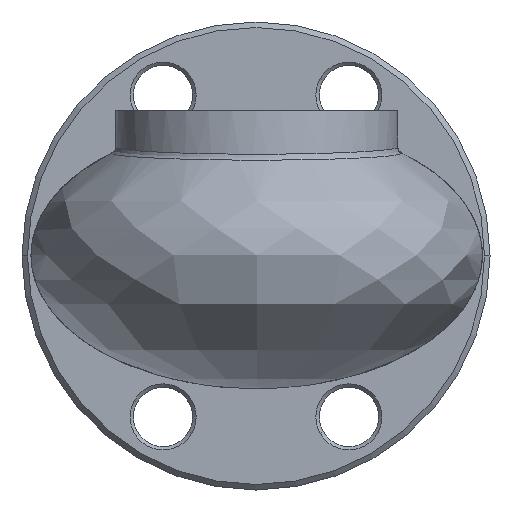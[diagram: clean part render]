
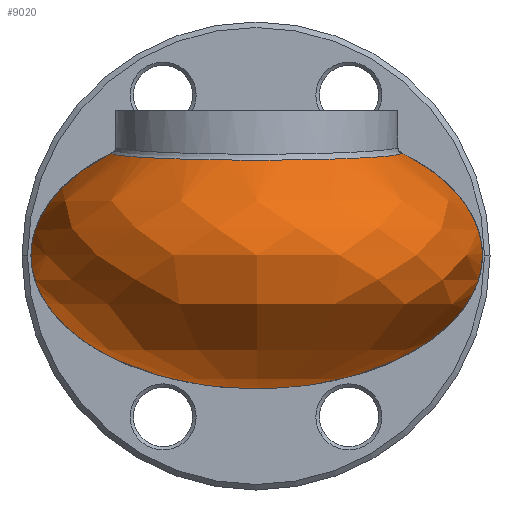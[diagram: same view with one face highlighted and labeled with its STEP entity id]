
A CAD part, left-side view. The second image highlights one B-rep face of the part: STEP entity #9020.
In plain terms, the highlighted free-form (B-spline) face has degree [2, 2] with [5, 5] control points.
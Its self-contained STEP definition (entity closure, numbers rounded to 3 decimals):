
#8717=CARTESIAN_POINT('',(-36.437,12.313,5.306));
#8718=VERTEX_POINT('',#8717);
#8726=CARTESIAN_POINT('',(-36.437,-8.742,5.306));
#8727=VERTEX_POINT('',#8726);
#8728=CARTESIAN_POINT('',(-36.437,12.313,5.306));
#8729=CARTESIAN_POINT('',(-38.489,12.312,5.212));
#8730=CARTESIAN_POINT('',(-40.538,11.697,5.116));
#8731=CARTESIAN_POINT('',(-43.673,9.61,4.967));
#8732=CARTESIAN_POINT('',(-44.846,8.332,4.91));
#8733=CARTESIAN_POINT('',(-46.174,5.909,4.846));
#8734=CARTESIAN_POINT('',(-46.541,4.902,4.828));
#8735=CARTESIAN_POINT('',(-46.887,3.174,4.811));
#8736=CARTESIAN_POINT('',(-46.955,2.483,4.807));
#8737=CARTESIAN_POINT('',(-46.957,0.747,4.807));
#8738=CARTESIAN_POINT('',(-46.798,-0.319,4.815));
#8739=CARTESIAN_POINT('',(-45.985,-2.944,4.855));
#8740=CARTESIAN_POINT('',(-45.083,-4.44,4.899));
#8741=CARTESIAN_POINT('',(-42.39,-7.152,5.028));
#8742=CARTESIAN_POINT('',(-40.388,-8.206,5.123));
#8743=CARTESIAN_POINT('',(-37.655,-8.688,5.25));
#8744=CARTESIAN_POINT('',(-37.043,-8.742,5.278));
#8745=CARTESIAN_POINT('',(-36.437,-8.742,5.306));
#8746=B_SPLINE_CURVE_WITH_KNOTS('',3,(#8728,#8729,#8730,#8731,#8732,#8733,#8734,#8735,#8736,#8737,#8738,#8739,#8740,#8741,#8742,#8743,#8744,#8745),.UNSPECIFIED.,.F.,.U.,(4,2,2,2,2,2,2,2,4),(-3.36,-2.73,-2.215,-1.89,-1.68,-1.358,-0.843,-0.186,0.0),.UNSPECIFIED.);
#8747=EDGE_CURVE('',#8718,#8727,#8746,.T.);
#8825=CARTESIAN_POINT('',(-35.457,-8.742,5.328));
#8826=VERTEX_POINT('',#8825);
#8840=CARTESIAN_POINT('',(-36.437,-8.742,5.306));
#8841=CARTESIAN_POINT('',(-36.396,-8.742,5.308));
#8842=CARTESIAN_POINT('',(-36.355,-8.742,5.31));
#8843=CARTESIAN_POINT('',(-36.249,-8.742,5.314));
#8844=CARTESIAN_POINT('',(-36.184,-8.742,5.316));
#8845=CARTESIAN_POINT('',(-36.014,-8.742,5.321));
#8846=CARTESIAN_POINT('',(-35.91,-8.742,5.324));
#8847=CARTESIAN_POINT('',(-35.689,-8.742,5.327));
#8848=CARTESIAN_POINT('',(-35.573,-8.742,5.328));
#8849=CARTESIAN_POINT('',(-35.457,-8.742,5.328));
#8850=B_SPLINE_CURVE_WITH_KNOTS('',3,(#8840,#8841,#8842,#8843,#8844,#8845,#8846,#8847,#8848,#8849),.UNSPECIFIED.,.F.,.U.,(4,2,2,2,4),(-0.1,-0.088,-0.068,-0.036,0.),.UNSPECIFIED.);
#8851=EDGE_CURVE('',#8727,#8826,#8850,.T.);
#8917=CARTESIAN_POINT('',(-35.457,12.314,5.328));
#8918=VERTEX_POINT('',#8917);
#8930=CARTESIAN_POINT('',(-35.457,12.314,5.328));
#8931=CARTESIAN_POINT('',(-35.573,12.314,5.328));
#8932=CARTESIAN_POINT('',(-35.689,12.314,5.327));
#8933=CARTESIAN_POINT('',(-35.91,12.314,5.324));
#8934=CARTESIAN_POINT('',(-36.014,12.314,5.321));
#8935=CARTESIAN_POINT('',(-36.184,12.314,5.316));
#8936=CARTESIAN_POINT('',(-36.249,12.314,5.314));
#8937=CARTESIAN_POINT('',(-36.355,12.314,5.31));
#8938=CARTESIAN_POINT('',(-36.396,12.313,5.308));
#8939=CARTESIAN_POINT('',(-36.437,12.313,5.306));
#8940=B_SPLINE_CURVE_WITH_KNOTS('',3,(#8930,#8931,#8932,#8933,#8934,#8935,#8936,#8937,#8938,#8939),.UNSPECIFIED.,.F.,.U.,(4,2,2,2,4),(-0.1,-0.065,-0.033,-0.013,0.0),.UNSPECIFIED.);
#8941=EDGE_CURVE('',#8918,#8718,#8940,.T.);
#8948=CARTESIAN_POINT('',(-35.457,12.254,5.358));
#8949=CARTESIAN_POINT('',(-35.457,18.186,2.449));
#8950=CARTESIAN_POINT('',(-35.457,18.186,-2.109));
#8951=CARTESIAN_POINT('',(-35.457,18.186,-11.809));
#8952=CARTESIAN_POINT('',(-35.457,1.786,-11.809));
#8953=CARTESIAN_POINT('',(-45.925,12.254,5.358));
#8954=CARTESIAN_POINT('',(-51.857,18.186,2.449));
#8955=CARTESIAN_POINT('',(-51.857,18.186,-2.109));
#8956=CARTESIAN_POINT('',(-51.857,18.186,-11.809));
#8957=CARTESIAN_POINT('',(-35.457,1.786,-11.809));
#8958=CARTESIAN_POINT('',(-45.925,1.786,5.358));
#8959=CARTESIAN_POINT('',(-51.857,1.786,2.449));
#8960=CARTESIAN_POINT('',(-51.857,1.786,-2.109));
#8961=CARTESIAN_POINT('',(-51.857,1.786,-11.809));
#8962=CARTESIAN_POINT('',(-35.457,1.786,-11.809));
#8963=CARTESIAN_POINT('',(-45.925,-8.682,5.358));
#8964=CARTESIAN_POINT('',(-51.857,-14.614,2.449));
#8965=CARTESIAN_POINT('',(-51.857,-14.614,-2.109));
#8966=CARTESIAN_POINT('',(-51.857,-14.614,-11.809));
#8967=CARTESIAN_POINT('',(-35.457,1.786,-11.809));
#8968=CARTESIAN_POINT('',(-35.457,-8.682,5.358));
#8969=CARTESIAN_POINT('',(-35.457,-14.614,2.449));
#8970=CARTESIAN_POINT('',(-35.457,-14.614,-2.109));
#8971=CARTESIAN_POINT('',(-35.457,-14.614,-11.809));
#8972=CARTESIAN_POINT('',(-35.457,1.786,-11.809));
#8980=(BOUNDED_SURFACE()B_SPLINE_SURFACE(2,2,((#8948,#8953,#8958,#8963,#8968),(#8949,#8954,#8959,#8964,#8969),(#8950,#8955,#8960,#8965,#8970),(#8951,#8956,#8961,#8966,#8971),(#8952,#8957,#8962,#8967,#8972)),.UNSPECIFIED.,.F.,.F.,.U.)B_SPLINE_SURFACE_WITH_KNOTS((3,2,3),(3,2,3),(0.697,1.571,3.142),(0.0,1.571,3.142),.UNSPECIFIED.)GEOMETRIC_REPRESENTATION_ITEM()RATIONAL_B_SPLINE_SURFACE(((0.855,0.605,0.855,0.605,0.855),(0.837,0.592,0.837,0.592,0.837),(1.0,0.707,1.0,0.707,1.0),(0.707,0.5,0.707,0.5,0.707),(1.0,0.707,1.0,0.707,1.0)))REPRESENTATION_ITEM('')SURFACE());
#8981=ORIENTED_EDGE('',*,*,#8851,.F.);
#8982=ORIENTED_EDGE('',*,*,#8747,.F.);
#8983=ORIENTED_EDGE('',*,*,#8941,.F.);
#8984=CARTESIAN_POINT('',(-35.457,12.036,-9.681));
#8985=VERTEX_POINT('',#8984);
#8986=CARTESIAN_POINT('',(-35.457,1.786,-2.109));
#8987=DIRECTION('',(-1.0,0.0,0.0));
#8988=DIRECTION('',(0.0,0.0,1.0));
#8989=AXIS2_PLACEMENT_3D('',#8986,#8987,#8988);
#8990=ELLIPSE('',#8989,9.7,16.4);
#8991=EDGE_CURVE('',#8918,#8985,#8990,.T.);
#8992=ORIENTED_EDGE('',*,*,#8991,.T.);
#8993=CARTESIAN_POINT('',(-35.457,1.786,-11.809));
#8994=VERTEX_POINT('',#8993);
#8995=CARTESIAN_POINT('',(-35.457,1.786,-2.109));
#8996=DIRECTION('',(-1.0,0.0,0.0));
#8997=DIRECTION('',(0.0,0.0,1.0));
#8998=AXIS2_PLACEMENT_3D('',#8995,#8996,#8997);
#8999=ELLIPSE('',#8998,9.7,16.4);
#9000=EDGE_CURVE('',#8985,#8994,#8999,.T.);
#9001=ORIENTED_EDGE('',*,*,#9000,.T.);
#9002=CARTESIAN_POINT('',(-35.457,-8.464,-9.681));
#9003=VERTEX_POINT('',#9002);
#9004=CARTESIAN_POINT('',(-35.457,1.786,-2.109));
#9005=DIRECTION('',(-1.0,0.0,0.0));
#9006=DIRECTION('',(0.0,0.0,1.0));
#9007=AXIS2_PLACEMENT_3D('',#9004,#9005,#9006);
#9008=ELLIPSE('',#9007,9.7,16.4);
#9009=EDGE_CURVE('',#8994,#9003,#9008,.T.);
#9010=ORIENTED_EDGE('',*,*,#9009,.T.);
#9011=CARTESIAN_POINT('',(-35.457,1.786,-2.109));
#9012=DIRECTION('',(-1.0,0.0,0.0));
#9013=DIRECTION('',(0.0,0.0,1.0));
#9014=AXIS2_PLACEMENT_3D('',#9011,#9012,#9013);
#9015=ELLIPSE('',#9014,9.7,16.4);
#9016=EDGE_CURVE('',#9003,#8826,#9015,.T.);
#9017=ORIENTED_EDGE('',*,*,#9016,.T.);
#9018=EDGE_LOOP('',(#8981,#8982,#8983,#8992,#9001,#9010,#9017));
#9019=FACE_OUTER_BOUND('',#9018,.T.);
#9020=ADVANCED_FACE('',(#9019),#8980,.T.);
